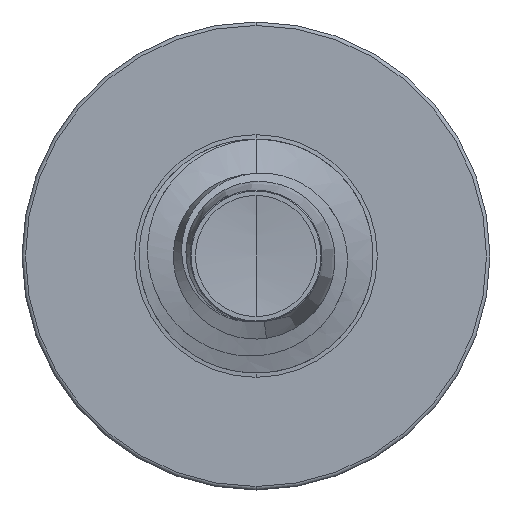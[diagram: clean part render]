
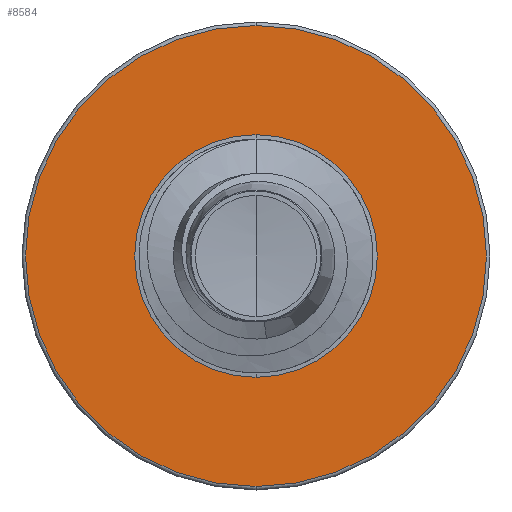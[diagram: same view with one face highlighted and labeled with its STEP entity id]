
A CAD part, front view. The second image highlights one B-rep face of the part: STEP entity #8584.
In plain terms, the highlighted planar face has unit normal (0, -1, 0).
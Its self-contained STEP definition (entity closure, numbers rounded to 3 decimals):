
#71 = CARTESIAN_POINT ( 'NONE',  ( 0., 3.5, 0. ) ) ;
#670 = ORIENTED_EDGE ( 'NONE', *, *, #922, .T. ) ;
#713 = DIRECTION ( 'NONE',  ( 0., 0., 1. ) ) ;
#725 = DIRECTION ( 'NONE',  ( 0., 1., 0. ) ) ;
#743 = CARTESIAN_POINT ( 'NONE',  ( 0., 3.5, 0. ) ) ;
#757 = AXIS2_PLACEMENT_3D ( 'NONE', #1446, #6324, #2177 ) ;
#806 = DIRECTION ( 'NONE',  ( 0., 0., 1. ) ) ;
#922 = EDGE_CURVE ( 'NONE', #7323, #6854, #5970, .T. ) ;
#1446 = CARTESIAN_POINT ( 'NONE',  ( 0., 3.5, 0. ) ) ;
#1597 = EDGE_CURVE ( 'NONE', #8723, #4510, #2612, .T. ) ;
#2177 = DIRECTION ( 'NONE',  ( 0., 0., 1. ) ) ;
#2612 = CIRCLE ( 'NONE', #6836, 2.463 ) ;
#2928 = CIRCLE ( 'NONE', #5441, 1.296 ) ;
#2984 = ORIENTED_EDGE ( 'NONE', *, *, #1597, .F. ) ;
#3052 = CIRCLE ( 'NONE', #757, 2.463 ) ;
#3713 = DIRECTION ( 'NONE',  ( 0., 0., 1. ) ) ;
#3865 = EDGE_CURVE ( 'NONE', #4510, #8723, #3052, .T. ) ;
#4053 = EDGE_LOOP ( 'NONE', ( #2984, #7411 ) ) ;
#4510 = VERTEX_POINT ( 'NONE', #7237 ) ;
#4776 = EDGE_LOOP ( 'NONE', ( #6275, #670 ) ) ;
#4826 = AXIS2_PLACEMENT_3D ( 'NONE', #8157, #7598, #3713 ) ;
#5083 = DIRECTION ( 'NONE',  ( 0., 1., 0. ) ) ;
#5299 = CARTESIAN_POINT ( 'NONE',  ( 0., 3.5, -1.296 ) ) ;
#5441 = AXIS2_PLACEMENT_3D ( 'NONE', #71, #5083, #806 ) ;
#5740 = CARTESIAN_POINT ( 'NONE',  ( 0., 3.5, 0. ) ) ;
#5970 = CIRCLE ( 'NONE', #6975, 1.296 ) ;
#6275 = ORIENTED_EDGE ( 'NONE', *, *, #7523, .T. ) ;
#6324 = DIRECTION ( 'NONE',  ( 0., 1., 0. ) ) ;
#6421 = DIRECTION ( 'NONE',  ( 0., 1., 0. ) ) ;
#6617 = FACE_BOUND ( 'NONE', #4776, .T. ) ;
#6806 = FACE_OUTER_BOUND ( 'NONE', #4053, .T. ) ;
#6836 = AXIS2_PLACEMENT_3D ( 'NONE', #5740, #6421, #7059 ) ;
#6854 = VERTEX_POINT ( 'NONE', #8459 ) ;
#6973 = PLANE ( 'NONE',  #4826 ) ;
#6975 = AXIS2_PLACEMENT_3D ( 'NONE', #743, #725, #713 ) ;
#7059 = DIRECTION ( 'NONE',  ( 0., 0., 1. ) ) ;
#7237 = CARTESIAN_POINT ( 'NONE',  ( 0., 3.5, -2.462 ) ) ;
#7323 = VERTEX_POINT ( 'NONE', #5299 ) ;
#7411 = ORIENTED_EDGE ( 'NONE', *, *, #3865, .F. ) ;
#7523 = EDGE_CURVE ( 'NONE', #6854, #7323, #2928, .T. ) ;
#7598 = DIRECTION ( 'NONE',  ( 0., 1., 0. ) ) ;
#8157 = CARTESIAN_POINT ( 'NONE',  ( 0., 3.5, -1.296 ) ) ;
#8298 = CARTESIAN_POINT ( 'NONE',  ( 0., 3.5, 2.463 ) ) ;
#8459 = CARTESIAN_POINT ( 'NONE',  ( 0., 3.5, 1.296 ) ) ;
#8584 = ADVANCED_FACE ( 'NONE', ( #6806, #6617 ), #6973, .F. ) ;
#8723 = VERTEX_POINT ( 'NONE', #8298 ) ;
